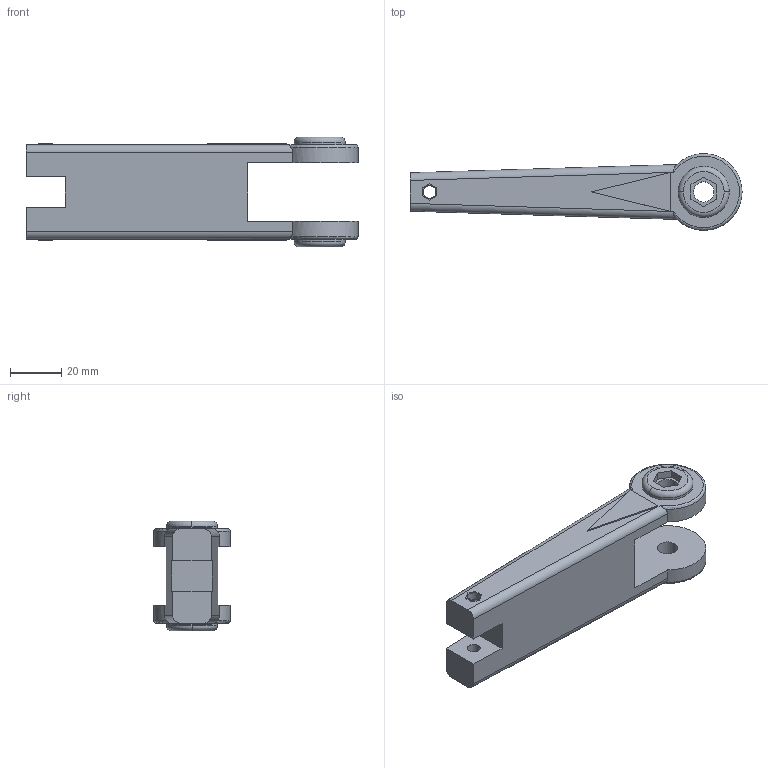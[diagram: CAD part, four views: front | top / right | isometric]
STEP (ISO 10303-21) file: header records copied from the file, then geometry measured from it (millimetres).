
FILE_DESCRIPTION (( 'STEP AP203' ), '1' );
FILE_NAME ('link3_Varsayilan_sldprt.STEP', '2020-05-21T19:00:14', ( '' ), ( '' ), 'SwSTEP 2.0', 'SolidWorks 2016', '' );
FILE_SCHEMA (( 'CONFIG_CONTROL_DESIGN' ));
Length unit declared in the file: millimetre
Products named in the file (1): link3_Varsayilan_sldprt
Bounding box: 130 x 30 x 43 mm (x, y, z)
Volume: 66929.7 mm3; surface area: 16662.6 mm2
Topology: 1 solids, 1 shells, 79 faces, 201 edges, 130 vertices
Faces by surface type: plane 51, cylinder 22, torus 6
Entity records: 2518 total; most frequent: CARTESIAN_POINT 499, ORIENTED_EDGE 402, DIRECTION 395, EDGE_CURVE 201, LINE 143, VECTOR 143, VERTEX_POINT 130, AXIS2_PLACEMENT_3D 126
